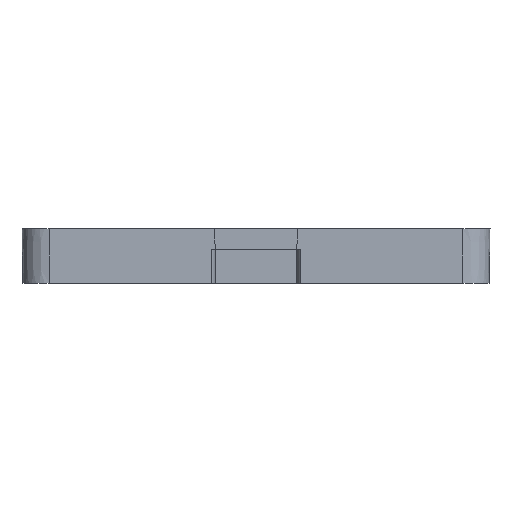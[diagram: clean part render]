
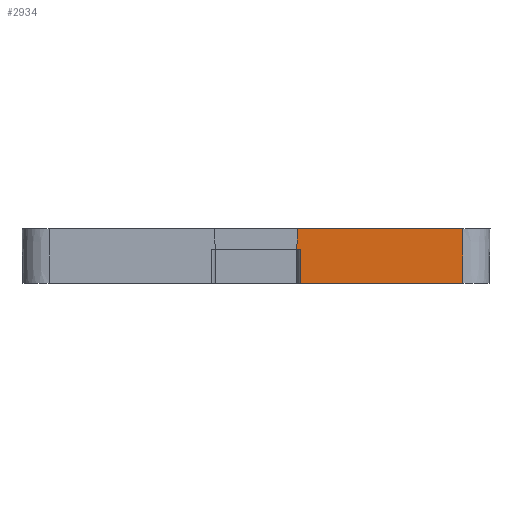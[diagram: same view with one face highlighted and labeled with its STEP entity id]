
A CAD part, front view. The second image highlights one B-rep face of the part: STEP entity #2934.
In plain terms, the highlighted planar face has unit normal (0, -1, -0.009).
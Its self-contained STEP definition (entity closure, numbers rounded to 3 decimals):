
#87=DIRECTION('',(-1.,0.,0.));
#88=VECTOR('',#87,12.148);
#89=CARTESIAN_POINT('',(15.2,-17.2,2.));
#90=LINE('',#89,#88);
#566=DIRECTION('',(-1.,0.,0.));
#567=VECTOR('',#566,11.947);
#568=CARTESIAN_POINT('',(15.2,-17.165,-2.));
#569=LINE('',#568,#567);
#852=DIRECTION('',(-1.,0.,0.));
#853=VECTOR('',#852,0.273);
#854=CARTESIAN_POINT('',(3.273,-17.187,0.5));
#855=LINE('',#854,#853);
#856=DIRECTION('',(-0.035,0.009,-0.999));
#857=VECTOR('',#856,1.501);
#858=CARTESIAN_POINT('',(3.052,-17.2,2.));
#859=LINE('',#858,#857);
#860=DIRECTION('',(0.,-0.009,1.));
#861=VECTOR('',#860,4.);
#862=CARTESIAN_POINT('',(15.2,-17.165,-2.));
#863=LINE('',#862,#861);
#864=CARTESIAN_POINT('',(3.273,-17.187,0.5));
#865=CARTESIAN_POINT('',(3.266,-17.18,
-0.333));
#866=CARTESIAN_POINT('',(3.26,-17.172,-1.167));
#867=CARTESIAN_POINT('',(3.253,-17.165,-2.));
#1770=CARTESIAN_POINT('',(15.2,-17.2,2.));
#1772=VERTEX_POINT('',#1770);
#1776=CARTESIAN_POINT('',(15.2,-17.165,-2.));
#1777=VERTEX_POINT('',#1776);
#1806=CARTESIAN_POINT('',(3.253,-17.165,-2.));
#1807=VERTEX_POINT('',#1806);
#1812=VERTEX_POINT('',#864);
#1838=CARTESIAN_POINT('',(3.052,-17.2,2.));
#1839=VERTEX_POINT('',#1838);
#1840=CARTESIAN_POINT('',(3.,-17.187,0.5));
#1841=VERTEX_POINT('',#1840);
#2918=CARTESIAN_POINT('',(18.786,-17.2,2.));
#2919=DIRECTION('',(0.,-1.,-0.009));
#2920=DIRECTION('',(1.,0.,0.));
#2921=AXIS2_PLACEMENT_3D('',#2918,#2919,#2920);
#2922=PLANE('',#2921);
#2923=ORIENTED_EDGE('',*,*,#2758,.T.);
#2925=ORIENTED_EDGE('',*,*,#2924,.F.);
#2926=ORIENTED_EDGE('',*,*,#1865,.F.);
#2928=ORIENTED_EDGE('',*,*,#2927,.F.);
#2929=ORIENTED_EDGE('',*,*,#2450,.T.);
#2931=ORIENTED_EDGE('',*,*,#2930,.F.);
#2932=EDGE_LOOP('',(#2923,#2925,#2926,#2928,#2929,#2931));
#2933=FACE_OUTER_BOUND('',#2932,.F.);
#2934=ADVANCED_FACE('',(#2933),#2922,.T.);
#868=B_SPLINE_CURVE_WITH_KNOTS('',3,(#864,#865,#866,#867),.UNSPECIFIED.,.F.,.F.,
(4,4),(0.,1.),.UNSPECIFIED.);
#1865=EDGE_CURVE('',#1772,#1839,#90,.T.);
#2450=EDGE_CURVE('',#1777,#1807,#569,.T.);
#2758=EDGE_CURVE('',#1812,#1841,#855,.T.);
#2924=EDGE_CURVE('',#1839,#1841,#859,.T.);
#2927=EDGE_CURVE('',#1777,#1772,#863,.T.);
#2930=EDGE_CURVE('',#1812,#1807,#868,.T.);
